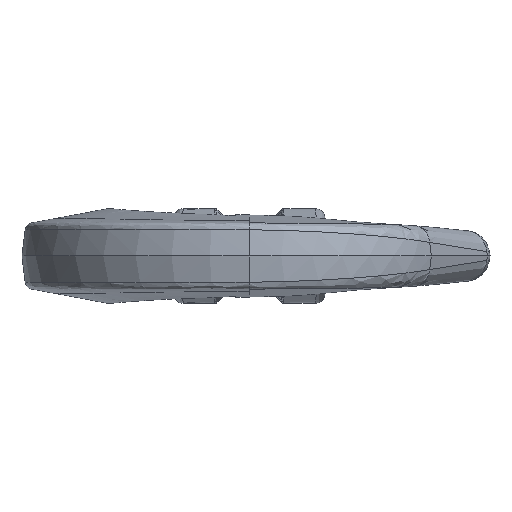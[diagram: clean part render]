
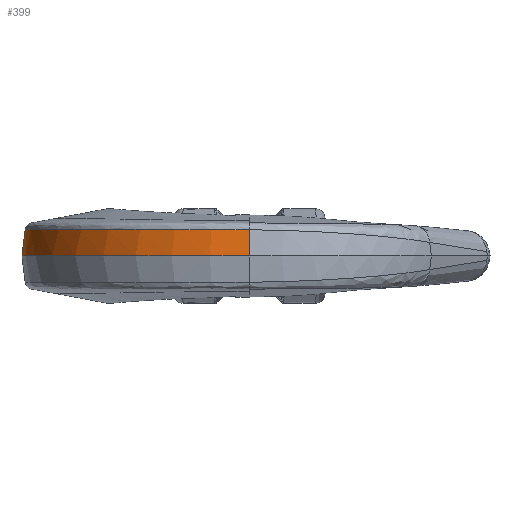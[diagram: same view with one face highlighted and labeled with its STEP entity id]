
A CAD part, front view. The second image highlights one B-rep face of the part: STEP entity #399.
In plain terms, the highlighted conical face has half-angle 7 degrees and reference radius 72 mm.
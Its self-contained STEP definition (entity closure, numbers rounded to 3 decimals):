
#399=ADVANCED_FACE('',(#1040),#1041,.T.);
#1040=FACE_OUTER_BOUND('',#1943,.T.);
#1041=CONICAL_SURFACE('',#1944,72.0,0.122);
#1943=EDGE_LOOP('',(#14724,#14725,#14726,#14727));
#1944=AXIS2_PLACEMENT_3D('',#14728,#14729,#14730);
#14724=ORIENTED_EDGE('',*,*,#16808,.F.);
#14725=ORIENTED_EDGE('',*,*,#16809,.T.);
#14726=ORIENTED_EDGE('',*,*,#16810,.T.);
#14727=ORIENTED_EDGE('',*,*,#16811,.T.);
#14728=CARTESIAN_POINT('',(0.0,0.0,0.0));
#14729=DIRECTION('',(0.0,-0.0,-1.0));
#14730=DIRECTION('',(1.0,0.0,0.0));
#16808=EDGE_CURVE('',#17846,#17921,#17922,.T.);
#16809=EDGE_CURVE('',#17846,#17923,#17924,.T.);
#16810=EDGE_CURVE('',#17923,#17925,#17926,.T.);
#16811=EDGE_CURVE('',#17925,#17921,#17927,.T.);
#17846=VERTEX_POINT('',#19815);
#17921=VERTEX_POINT('',#20642);
#17922=LINE('',#20643,#20644);
#17923=VERTEX_POINT('',#20645);
#17924=CIRCLE('',#20646,72.0);
#17925=VERTEX_POINT('',#20647);
#17926=LINE('',#20648,#20649);
#17927=B_SPLINE_CURVE_WITH_KNOTS('',3,(#20650,#20651,#20652,#20653,#20654,#20655,#20656,#20657,#20658,#20659,#20660,#20661,#20662,#20663,#20664,#20665,#20666,#20667,#20668,#20669,#20670,#20671,#20672,#20673,#20674,#20675,#20676,#20677,#20678,#20679,#20680,#20681,#20682,#20683,#20684,#20685,#20686,#20687,#20688,#20689,#20690,#20691,#20692,#20693,#20694,#20695,#20696,#20697,#20698),.UNSPECIFIED.,.F.,.F.,(4,3,3,3,3,3,3,3,3,3,3,3,3,3,3,3,4),(0.,0.063,0.125,0.188,0.25,0.313,0.375,0.438,0.5,0.563,0.625,0.688,0.75,0.813,0.875,0.938,1.),.UNSPECIFIED.);
#19815=CARTESIAN_POINT('',(-72.0,0.,0.0));
#20642=CARTESIAN_POINT('',(-70.98,0.,8.305));
#20643=CARTESIAN_POINT('',(-72.0,0.,0.0));
#20644=VECTOR('',#30866,1.0);
#20645=CARTESIAN_POINT('',(0.,-72.0,0.0));
#20646=AXIS2_PLACEMENT_3D('',#30867,#30868,#30869);
#20647=CARTESIAN_POINT('',(0.,-70.98,8.305));
#20648=CARTESIAN_POINT('',(0.,-72.0,0.0));
#20649=VECTOR('',#30870,10.0);
#20650=CARTESIAN_POINT('',(0.,-70.98,8.305));
#20651=CARTESIAN_POINT('',(-2.323,-70.98,8.305));
#20652=CARTESIAN_POINT('',(-4.646,-70.866,8.305));
#20653=CARTESIAN_POINT('',(-6.957,-70.639,8.305));
#20654=CARTESIAN_POINT('',(-9.269,-70.411,8.305));
#20655=CARTESIAN_POINT('',(-11.569,-70.07,8.305));
#20656=CARTESIAN_POINT('',(-13.848,-69.616,8.305));
#20657=CARTESIAN_POINT('',(-16.126,-69.163,8.305));
#20658=CARTESIAN_POINT('',(-18.382,-68.598,8.305));
#20659=CARTESIAN_POINT('',(-20.604,-67.924,8.305));
#20660=CARTESIAN_POINT('',(-22.827,-67.25,8.305));
#20661=CARTESIAN_POINT('',(-25.017,-66.466,8.305));
#20662=CARTESIAN_POINT('',(-27.163,-65.577,8.305));
#20663=CARTESIAN_POINT('',(-29.309,-64.688,8.305));
#20664=CARTESIAN_POINT('',(-31.411,-63.694,8.305));
#20665=CARTESIAN_POINT('',(-33.46,-62.599,8.305));
#20666=CARTESIAN_POINT('',(-35.508,-61.504,8.305));
#20667=CARTESIAN_POINT('',(-37.503,-60.308,8.305));
#20668=CARTESIAN_POINT('',(-39.435,-59.018,8.305));
#20669=CARTESIAN_POINT('',(-41.366,-57.727,8.305));
#20670=CARTESIAN_POINT('',(-43.234,-56.342,8.305));
#20671=CARTESIAN_POINT('',(-45.029,-54.869,8.305));
#20672=CARTESIAN_POINT('',(-46.825,-53.395,8.305));
#20673=CARTESIAN_POINT('',(-48.548,-51.833,8.305));
#20674=CARTESIAN_POINT('',(-50.191,-50.191,8.305));
#20675=CARTESIAN_POINT('',(-51.833,-48.548,8.305));
#20676=CARTESIAN_POINT('',(-53.395,-46.825,8.305));
#20677=CARTESIAN_POINT('',(-54.869,-45.029,8.305));
#20678=CARTESIAN_POINT('',(-56.342,-43.234,8.305));
#20679=CARTESIAN_POINT('',(-57.727,-41.366,8.305));
#20680=CARTESIAN_POINT('',(-59.018,-39.435,8.305));
#20681=CARTESIAN_POINT('',(-60.308,-37.503,8.305));
#20682=CARTESIAN_POINT('',(-61.504,-35.508,8.305));
#20683=CARTESIAN_POINT('',(-62.599,-33.46,8.305));
#20684=CARTESIAN_POINT('',(-63.694,-31.411,8.305));
#20685=CARTESIAN_POINT('',(-64.688,-29.309,8.305));
#20686=CARTESIAN_POINT('',(-65.577,-27.163,8.305));
#20687=CARTESIAN_POINT('',(-66.466,-25.017,8.305));
#20688=CARTESIAN_POINT('',(-67.25,-22.827,8.305));
#20689=CARTESIAN_POINT('',(-67.924,-20.604,8.305));
#20690=CARTESIAN_POINT('',(-68.598,-18.382,8.305));
#20691=CARTESIAN_POINT('',(-69.163,-16.126,8.305));
#20692=CARTESIAN_POINT('',(-69.616,-13.848,8.305));
#20693=CARTESIAN_POINT('',(-70.07,-11.569,8.305));
#20694=CARTESIAN_POINT('',(-70.411,-9.269,8.305));
#20695=CARTESIAN_POINT('',(-70.639,-6.957,8.305));
#20696=CARTESIAN_POINT('',(-70.866,-4.646,8.305));
#20697=CARTESIAN_POINT('',(-70.98,-2.323,8.305));
#20698=CARTESIAN_POINT('',(-70.98,0.,8.305));
#30866=DIRECTION('',(0.122,0.,0.993));
#30867=CARTESIAN_POINT('',(0.0,0.0,0.0));
#30868=DIRECTION('',(0.0,0.0,1.0));
#30869=DIRECTION('',(1.0,0.0,0.0));
#30870=DIRECTION('',(0.,0.122,0.993));
